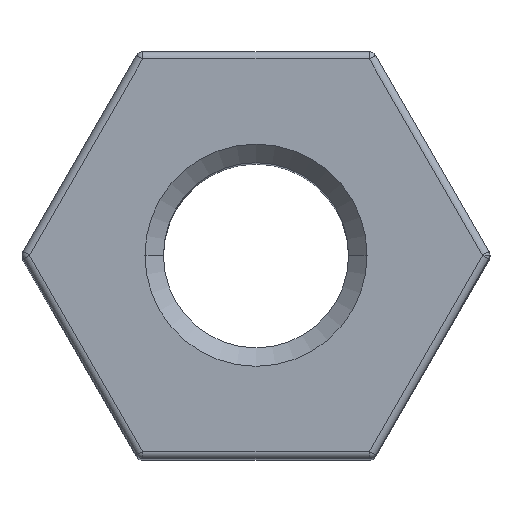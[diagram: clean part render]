
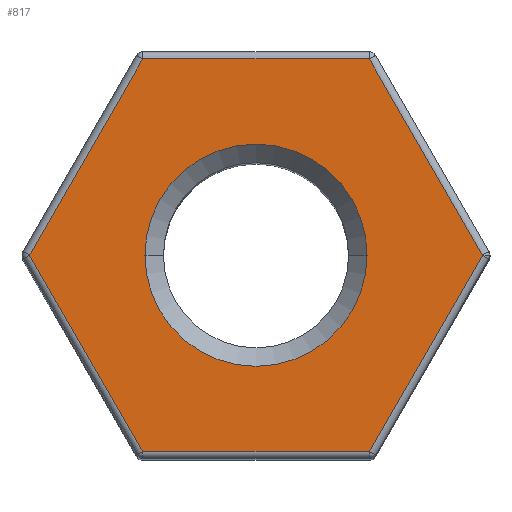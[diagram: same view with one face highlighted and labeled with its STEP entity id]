
A CAD part, top view. The second image highlights one B-rep face of the part: STEP entity #817.
In plain terms, the highlighted planar face has unit normal (0, 0, 1).
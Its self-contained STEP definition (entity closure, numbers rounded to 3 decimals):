
#22 = VECTOR ( 'NONE', #523, 1000. ) ;
#37 = DIRECTION ( 'NONE',  ( 1., 0., 0. ) ) ;
#47 = VERTEX_POINT ( 'NONE', #556 ) ;
#57 = CARTESIAN_POINT ( 'NONE',  ( -1.53, -2.65, 12. ) ) ;
#66 = VERTEX_POINT ( 'NONE', #816 ) ;
#69 = ORIENTED_EDGE ( 'NONE', *, *, #1047, .T. ) ;
#82 = VERTEX_POINT ( 'NONE', #386 ) ;
#121 = PLANE ( 'NONE',  #453 ) ;
#147 = ORIENTED_EDGE ( 'NONE', *, *, #546, .T. ) ;
#164 = ORIENTED_EDGE ( 'NONE', *, *, #1144, .T. ) ;
#169 = FACE_OUTER_BOUND ( 'NONE', #498, .T. ) ;
#182 = LINE ( 'NONE', #243, #941 ) ;
#191 = CARTESIAN_POINT ( 'NONE',  ( -1.588, 2.65, 12. ) ) ;
#203 = DIRECTION ( 'NONE',  ( -0.5, -0.866, 0. ) ) ;
#218 = VECTOR ( 'NONE', #1030, 1000. ) ;
#220 = CARTESIAN_POINT ( 'NONE',  ( 3.175, 0., 12. ) ) ;
#222 = AXIS2_PLACEMENT_3D ( 'NONE', #1215, #629, #37 ) ;
#230 = AXIS2_PLACEMENT_3D ( 'NONE', #915, #333, #1012 ) ;
#243 = CARTESIAN_POINT ( 'NONE',  ( 3.089, 0.05, 12. ) ) ;
#252 = CARTESIAN_POINT ( 'NONE',  ( 1.53, 2.65, 12. ) ) ;
#288 = CIRCLE ( 'NONE', #222, 1.5 ) ;
#304 = DIRECTION ( 'NONE',  ( -1., 0., 0. ) ) ;
#333 = DIRECTION ( 'NONE',  ( 0., 0., -1. ) ) ;
#353 = DIRECTION ( 'NONE',  ( 0.5, 0.866, 0. ) ) ;
#386 = CARTESIAN_POINT ( 'NONE',  ( -3.06, 0., 12. ) ) ;
#402 = ORIENTED_EDGE ( 'NONE', *, *, #1142, .T. ) ;
#406 = CARTESIAN_POINT ( 'NONE',  ( -1.501, -2.7, 12. ) ) ;
#425 = ORIENTED_EDGE ( 'NONE', *, *, #1103, .T. ) ;
#445 = VECTOR ( 'NONE', #304, 1000. ) ;
#450 = CARTESIAN_POINT ( 'NONE',  ( -1.5, 0., 12. ) ) ;
#453 = AXIS2_PLACEMENT_3D ( 'NONE', #220, #522, #1212 ) ;
#470 = VERTEX_POINT ( 'NONE', #1069 ) ;
#498 = EDGE_LOOP ( 'NONE', ( #69, #527, #147, #402, #164, #1256 ) ) ;
#522 = DIRECTION ( 'NONE',  ( 0., 0., 1. ) ) ;
#523 = DIRECTION ( 'NONE',  ( -0.5, 0.866, 0. ) ) ;
#527 = ORIENTED_EDGE ( 'NONE', *, *, #748, .T. ) ;
#543 = LINE ( 'NONE', #1214, #22 ) ;
#546 = EDGE_CURVE ( 'NONE', #82, #888, #743, .T. ) ;
#556 = CARTESIAN_POINT ( 'NONE',  ( 3.06, 0., 12. ) ) ;
#629 = DIRECTION ( 'NONE',  ( 0., 0., -1. ) ) ;
#682 = EDGE_LOOP ( 'NONE', ( #425, #1037 ) ) ;
#732 = CARTESIAN_POINT ( 'NONE',  ( 1.588, -2.65, 12. ) ) ;
#743 = LINE ( 'NONE', #406, #1009 ) ;
#748 = EDGE_CURVE ( 'NONE', #952, #82, #1160, .T. ) ;
#796 = CARTESIAN_POINT ( 'NONE',  ( -3.089, -0.05, 12. ) ) ;
#816 = CARTESIAN_POINT ( 'NONE',  ( 1.5, 0., 12. ) ) ;
#817 = ADVANCED_FACE ( 'NONE', ( #169, #1173 ), #121, .T. ) ;
#867 = VECTOR ( 'NONE', #203, 1000. ) ;
#888 = VERTEX_POINT ( 'NONE', #57 ) ;
#915 = CARTESIAN_POINT ( 'NONE',  ( 0., 0., 12. ) ) ;
#941 = VECTOR ( 'NONE', #353, 1000. ) ;
#952 = VERTEX_POINT ( 'NONE', #1156 ) ;
#974 = LINE ( 'NONE', #732, #218 ) ;
#980 = DIRECTION ( 'NONE',  ( 0.5, -0.866, 0. ) ) ;
#1009 = VECTOR ( 'NONE', #980, 1000. ) ;
#1012 = DIRECTION ( 'NONE',  ( 1., 0., 0. ) ) ;
#1030 = DIRECTION ( 'NONE',  ( 1., 0., 0. ) ) ;
#1037 = ORIENTED_EDGE ( 'NONE', *, *, #1118, .T. ) ;
#1047 = EDGE_CURVE ( 'NONE', #1180, #952, #1222, .T. ) ;
#1069 = CARTESIAN_POINT ( 'NONE',  ( 1.53, -2.65, 12. ) ) ;
#1103 = EDGE_CURVE ( 'NONE', #66, #1150, #1140, .T. ) ;
#1115 = EDGE_CURVE ( 'NONE', #47, #1180, #543, .T. ) ;
#1118 = EDGE_CURVE ( 'NONE', #1150, #66, #288, .T. ) ;
#1140 = CIRCLE ( 'NONE', #230, 1.5 ) ;
#1142 = EDGE_CURVE ( 'NONE', #888, #470, #974, .T. ) ;
#1144 = EDGE_CURVE ( 'NONE', #470, #47, #182, .T. ) ;
#1150 = VERTEX_POINT ( 'NONE', #450 ) ;
#1156 = CARTESIAN_POINT ( 'NONE',  ( -1.53, 2.65, 12. ) ) ;
#1160 = LINE ( 'NONE', #796, #867 ) ;
#1173 = FACE_BOUND ( 'NONE', #682, .T. ) ;
#1180 = VERTEX_POINT ( 'NONE', #252 ) ;
#1212 = DIRECTION ( 'NONE',  ( 1., 0., 0. ) ) ;
#1214 = CARTESIAN_POINT ( 'NONE',  ( 1.501, 2.7, 12. ) ) ;
#1215 = CARTESIAN_POINT ( 'NONE',  ( 0., 0., 12. ) ) ;
#1222 = LINE ( 'NONE', #191, #445 ) ;
#1256 = ORIENTED_EDGE ( 'NONE', *, *, #1115, .T. ) ;
